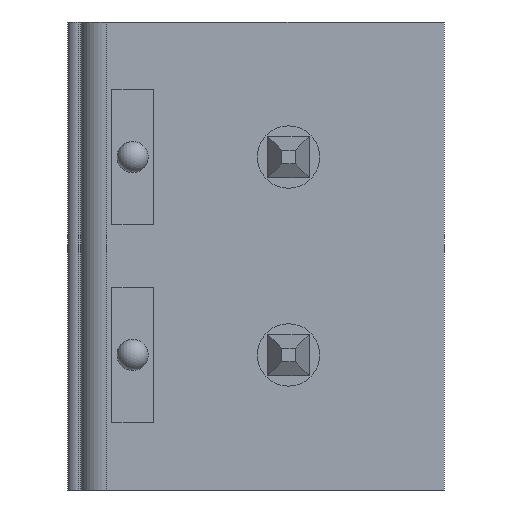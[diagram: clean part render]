
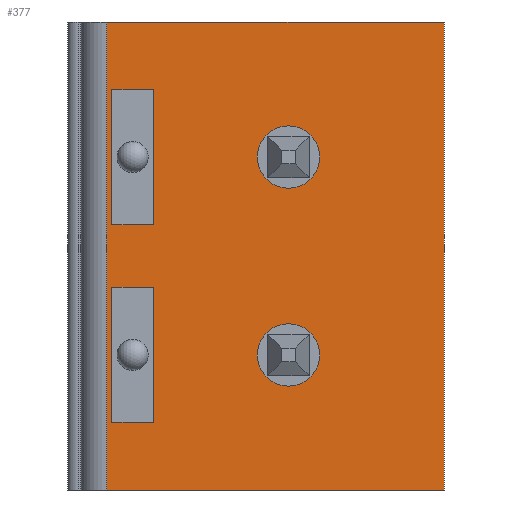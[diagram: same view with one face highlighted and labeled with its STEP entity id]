
A CAD part, front view. The second image highlights one B-rep face of the part: STEP entity #377.
In plain terms, the highlighted planar face has unit normal (0, -1, 0).
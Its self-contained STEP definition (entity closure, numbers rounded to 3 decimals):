
#377=ADVANCED_FACE('',(#843,#844,#845,#846,#847),#848,.T.);
#843=FACE_OUTER_BOUND('',#1399,.T.);
#844=FACE_BOUND('',#1400,.T.);
#845=FACE_BOUND('',#1401,.T.);
#846=FACE_BOUND('',#1402,.T.);
#847=FACE_BOUND('',#1403,.T.);
#848=PLANE('',#1404);
#1399=EDGE_LOOP('',(#2449,#2450,#2451,#2452));
#1400=EDGE_LOOP('',(#2453,#2454));
#1401=EDGE_LOOP('',(#2455,#2456,#2457,#2458));
#1402=EDGE_LOOP('',(#2459,#2460,#2461,#2462));
#1403=EDGE_LOOP('',(#2463,#2464));
#1404=AXIS2_PLACEMENT_3D('',#2465,#2466,#2467);
#2449=ORIENTED_EDGE('',*,*,#3460,.F.);
#2450=ORIENTED_EDGE('',*,*,#3633,.T.);
#2451=ORIENTED_EDGE('',*,*,#3521,.F.);
#2452=ORIENTED_EDGE('',*,*,#3634,.F.);
#2453=ORIENTED_EDGE('',*,*,#3635,.F.);
#2454=ORIENTED_EDGE('',*,*,#3287,.F.);
#2455=ORIENTED_EDGE('',*,*,#3382,.T.);
#2456=ORIENTED_EDGE('',*,*,#3451,.T.);
#2457=ORIENTED_EDGE('',*,*,#3485,.T.);
#2458=ORIENTED_EDGE('',*,*,#3636,.T.);
#2459=ORIENTED_EDGE('',*,*,#3596,.T.);
#2460=ORIENTED_EDGE('',*,*,#3579,.T.);
#2461=ORIENTED_EDGE('',*,*,#3637,.T.);
#2462=ORIENTED_EDGE('',*,*,#3638,.T.);
#2463=ORIENTED_EDGE('',*,*,#3316,.F.);
#2464=ORIENTED_EDGE('',*,*,#3588,.F.);
#2465=CARTESIAN_POINT('',(-5.25,0.,0.0));
#2466=DIRECTION('',(0.,-1.0,0.0));
#2467=DIRECTION('',(0.0,0.0,1.0));
#3287=EDGE_CURVE('',#3922,#3925,#3926,.T.);
#3316=EDGE_CURVE('',#3973,#3976,#3977,.T.);
#3382=EDGE_CURVE('',#4089,#4087,#4090,.T.);
#3451=EDGE_CURVE('',#4087,#4195,#4197,.T.);
#3460=EDGE_CURVE('',#4209,#4211,#4212,.T.);
#3485=EDGE_CURVE('',#4195,#4245,#4247,.T.);
#3521=EDGE_CURVE('',#4292,#4293,#4294,.T.);
#3579=EDGE_CURVE('',#4385,#4386,#4387,.T.);
#3588=EDGE_CURVE('',#3976,#3973,#4398,.T.);
#3596=EDGE_CURVE('',#4411,#4385,#4412,.T.);
#3633=EDGE_CURVE('',#4209,#4293,#4457,.T.);
#3634=EDGE_CURVE('',#4211,#4292,#4458,.T.);
#3635=EDGE_CURVE('',#3925,#3922,#4459,.T.);
#3636=EDGE_CURVE('',#4245,#4089,#4460,.T.);
#3637=EDGE_CURVE('',#4386,#4461,#4462,.T.);
#3638=EDGE_CURVE('',#4461,#4411,#4463,.T.);
#3922=VERTEX_POINT('',#4858);
#3925=VERTEX_POINT('',#4862);
#3926=CIRCLE('',#4863,0.6);
#3973=VERTEX_POINT('',#4932);
#3976=VERTEX_POINT('',#4936);
#3977=CIRCLE('',#4937,0.6);
#4087=VERTEX_POINT('',#5085);
#4089=VERTEX_POINT('',#5088);
#4090=LINE('',#5089,#5090);
#4195=VERTEX_POINT('',#5252);
#4197=LINE('',#5255,#5256);
#4209=VERTEX_POINT('',#5270);
#4211=VERTEX_POINT('',#5272);
#4212=LINE('',#5273,#5274);
#4245=VERTEX_POINT('',#5322);
#4247=LINE('',#5325,#5326);
#4292=VERTEX_POINT('',#5394);
#4293=VERTEX_POINT('',#5395);
#4294=LINE('',#5396,#5397);
#4385=VERTEX_POINT('',#5530);
#4386=VERTEX_POINT('',#5531);
#4387=LINE('',#5532,#5533);
#4398=CIRCLE('',#5548,0.6);
#4411=VERTEX_POINT('',#5566);
#4412=LINE('',#5567,#5568);
#4457=LINE('',#5635,#5636);
#4458=LINE('',#5637,#5638);
#4459=CIRCLE('',#5639,0.6);
#4460=LINE('',#5640,#5641);
#4461=VERTEX_POINT('',#5642);
#4462=LINE('',#5643,#5644);
#4463=LINE('',#5645,#5646);
#4858=CARTESIAN_POINT('',(-2.4,0.,0.));
#4862=CARTESIAN_POINT('',(-3.6,0.,0.));
#4863=AXIS2_PLACEMENT_3D('',#6144,#6145,#6146);
#4932=CARTESIAN_POINT('',(-2.4,0.,-3.81));
#4936=CARTESIAN_POINT('',(-3.6,0.,-3.81));
#4937=AXIS2_PLACEMENT_3D('',#6188,#6189,#6190);
#5085=CARTESIAN_POINT('',(-6.4,0.,1.3));
#5088=CARTESIAN_POINT('',(-6.4,0.,-1.3));
#5089=CARTESIAN_POINT('',(-6.4,0.,0.0));
#5090=VECTOR('',#6272,1.0);
#5252=CARTESIAN_POINT('',(-5.6,0.,1.3));
#5255=CARTESIAN_POINT('',(0.0,0.0,1.3));
#5256=VECTOR('',#6331,1.0);
#5270=CARTESIAN_POINT('',(-6.5,0.,-6.41));
#5272=CARTESIAN_POINT('',(-6.5,0.,2.6));
#5273=CARTESIAN_POINT('',(-6.5,0.,0.0));
#5274=VECTOR('',#6343,1.0);
#5322=CARTESIAN_POINT('',(-5.6,0.,-1.3));
#5325=CARTESIAN_POINT('',(-5.6,0.,0.0));
#5326=VECTOR('',#6366,1.0);
#5394=CARTESIAN_POINT('',(0.,0.,2.6));
#5395=CARTESIAN_POINT('',(0.,0.,-6.41));
#5396=CARTESIAN_POINT('',(0.,0.,0.0));
#5397=VECTOR('',#6390,1.0);
#5530=CARTESIAN_POINT('',(-5.6,0.,-5.11));
#5531=CARTESIAN_POINT('',(-6.4,0.,-5.11));
#5532=CARTESIAN_POINT('',(0.0,0.0,-5.11));
#5533=VECTOR('',#6448,1.0);
#5548=AXIS2_PLACEMENT_3D('',#6456,#6457,#6458);
#5566=CARTESIAN_POINT('',(-5.6,0.,-2.51));
#5567=CARTESIAN_POINT('',(-5.6,0.,0.0));
#5568=VECTOR('',#6464,1.0);
#5635=CARTESIAN_POINT('',(0.0,0.0,-6.41));
#5636=VECTOR('',#6487,1.0);
#5637=CARTESIAN_POINT('',(0.0,0.0,2.6));
#5638=VECTOR('',#6488,1.0);
#5639=AXIS2_PLACEMENT_3D('',#6489,#6490,#6491);
#5640=CARTESIAN_POINT('',(0.0,0.0,-1.3));
#5641=VECTOR('',#6492,1.0);
#5642=CARTESIAN_POINT('',(-6.4,0.,-2.51));
#5643=CARTESIAN_POINT('',(-6.4,0.,0.0));
#5644=VECTOR('',#6493,1.0);
#5645=CARTESIAN_POINT('',(0.0,0.0,-2.51));
#5646=VECTOR('',#6494,1.0);
#6144=CARTESIAN_POINT('',(-3.0,0.,0.0));
#6145=DIRECTION('',(0.,-1.0,0.0));
#6146=DIRECTION('',(1.0,0.,0.0));
#6188=CARTESIAN_POINT('',(-3.0,0.,-3.81));
#6189=DIRECTION('',(0.,-1.0,0.0));
#6190=DIRECTION('',(1.0,0.,0.0));
#6272=DIRECTION('',(0.0,0.0,1.0));
#6331=DIRECTION('',(1.0,0.,0.0));
#6343=DIRECTION('',(0.0,0.0,1.0));
#6366=DIRECTION('',(0.0,0.0,-1.0));
#6390=DIRECTION('',(0.0,0.0,-1.0));
#6448=DIRECTION('',(-1.0,0.,0.0));
#6456=CARTESIAN_POINT('',(-3.0,0.,-3.81));
#6457=DIRECTION('',(0.,-1.0,0.0));
#6458=DIRECTION('',(1.0,0.,0.0));
#6464=DIRECTION('',(0.0,0.0,-1.0));
#6487=DIRECTION('',(1.0,0.,0.0));
#6488=DIRECTION('',(1.0,0.,0.0));
#6489=CARTESIAN_POINT('',(-3.0,0.,0.0));
#6490=DIRECTION('',(0.,-1.0,0.0));
#6491=DIRECTION('',(1.0,0.,0.0));
#6492=DIRECTION('',(-1.0,0.,0.0));
#6493=DIRECTION('',(0.0,0.0,1.0));
#6494=DIRECTION('',(1.0,0.,0.0));
